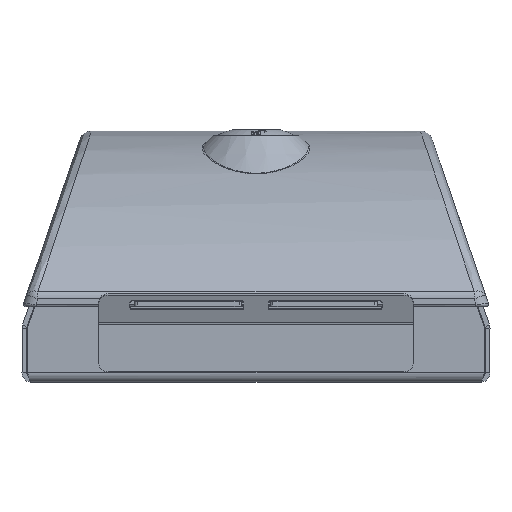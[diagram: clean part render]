
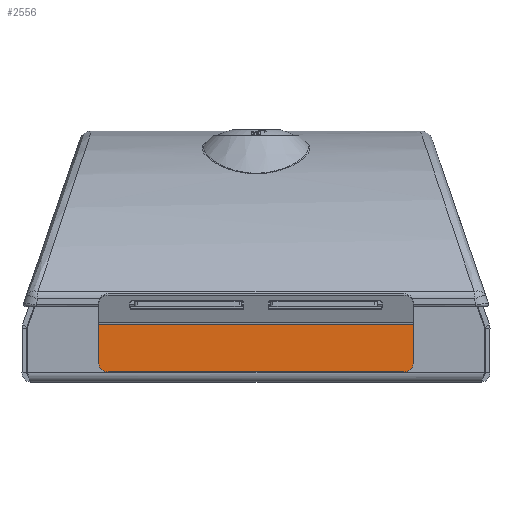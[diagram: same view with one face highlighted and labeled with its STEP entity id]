
A CAD part, front view. The second image highlights one B-rep face of the part: STEP entity #2556.
In plain terms, the highlighted planar face has unit normal (0, -1, 0).
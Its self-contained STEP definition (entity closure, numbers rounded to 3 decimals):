
#335 = DIRECTION ( 'NONE',  ( 0., -1., 0. ) ) ;
#448 = VERTEX_POINT ( 'NONE', #72604 ) ;
#1211 = VERTEX_POINT ( 'NONE', #88765 ) ;
#2092 = CARTESIAN_POINT ( 'NONE',  ( 161.55, -141., 24.036 ) ) ;
#2556 = ADVANCED_FACE ( 'NONE', ( #52186 ), #32007, .F. ) ;
#3101 = EDGE_CURVE ( 'NONE', #21838, #76268, #76671, .T. ) ;
#5735 = VECTOR ( 'NONE', #80727, 1000. ) ;
#6785 = LINE ( 'NONE', #52159, #5735 ) ;
#12325 = ORIENTED_EDGE ( 'NONE', *, *, #70589, .T. ) ;
#16565 = CARTESIAN_POINT ( 'NONE',  ( 31.55, -141., 24.036 ) ) ;
#18995 = ORIENTED_EDGE ( 'NONE', *, *, #3101, .T. ) ;
#19021 = CARTESIAN_POINT ( 'NONE',  ( 31.55, -141., 24.036 ) ) ;
#20550 = DIRECTION ( 'NONE',  ( 1., 0., 0. ) ) ;
#20897 = EDGE_CURVE ( 'NONE', #1211, #44945, #39613, .T. ) ;
#21838 = VERTEX_POINT ( 'NONE', #61833 ) ;
#25229 = VECTOR ( 'NONE', #85497, 1000. ) ;
#28229 = CARTESIAN_POINT ( 'NONE',  ( 31.55, -141., 24.036 ) ) ;
#29564 = EDGE_LOOP ( 'NONE', ( #77869, #18995, #44545, #40111, #80448, #12325 ) ) ;
#29843 = DIRECTION ( 'NONE',  ( 0., 0., 1. ) ) ;
#32007 = PLANE ( 'NONE',  #32303 ) ;
#32303 = AXIS2_PLACEMENT_3D ( 'NONE', #19021, #60916, #54068 ) ;
#34176 = DIRECTION ( 'NONE',  ( 0., 0., 1. ) ) ;
#39613 = LINE ( 'NONE', #49839, #25229 ) ;
#40111 = ORIENTED_EDGE ( 'NONE', *, *, #61368, .F. ) ;
#40267 = AXIS2_PLACEMENT_3D ( 'NONE', #76127, #55306, #34176 ) ;
#41886 = VECTOR ( 'NONE', #29843, 1000. ) ;
#44545 = ORIENTED_EDGE ( 'NONE', *, *, #51891, .T. ) ;
#44945 = VERTEX_POINT ( 'NONE', #16565 ) ;
#46428 = VERTEX_POINT ( 'NONE', #2092 ) ;
#47392 = CARTESIAN_POINT ( 'NONE',  ( 157.55, -141., 8.3 ) ) ;
#49839 = CARTESIAN_POINT ( 'NONE',  ( 31.55, -141., 24.036 ) ) ;
#51891 = EDGE_CURVE ( 'NONE', #76268, #46428, #60800, .T. ) ;
#52159 = CARTESIAN_POINT ( 'NONE',  ( 31.55, -141., 4.3 ) ) ;
#52186 = FACE_OUTER_BOUND ( 'NONE', #29564, .T. ) ;
#54068 = DIRECTION ( 'NONE',  ( 0., 0., 1. ) ) ;
#55306 = DIRECTION ( 'NONE',  ( 0., -1., 0. ) ) ;
#60800 = LINE ( 'NONE', #86570, #41886 ) ;
#60911 = AXIS2_PLACEMENT_3D ( 'NONE', #47392, #335, #85522 ) ;
#60916 = DIRECTION ( 'NONE',  ( 0., 1., 0. ) ) ;
#61368 = EDGE_CURVE ( 'NONE', #44945, #46428, #78723, .T. ) ;
#61833 = CARTESIAN_POINT ( 'NONE',  ( 157.55, -141., 4.3 ) ) ;
#70589 = EDGE_CURVE ( 'NONE', #1211, #448, #73681, .T. ) ;
#72604 = CARTESIAN_POINT ( 'NONE',  ( 35.55, -141., 4.3 ) ) ;
#72804 = EDGE_CURVE ( 'NONE', #448, #21838, #6785, .T. ) ;
#73681 = CIRCLE ( 'NONE', #40267, 4. ) ;
#76127 = CARTESIAN_POINT ( 'NONE',  ( 35.55, -141., 8.3 ) ) ;
#76268 = VERTEX_POINT ( 'NONE', #82102 ) ;
#76671 = CIRCLE ( 'NONE', #60911, 4. ) ;
#77869 = ORIENTED_EDGE ( 'NONE', *, *, #72804, .T. ) ;
#78723 = LINE ( 'NONE', #28229, #83136 ) ;
#80448 = ORIENTED_EDGE ( 'NONE', *, *, #20897, .F. ) ;
#80727 = DIRECTION ( 'NONE',  ( 1., 0., 0. ) ) ;
#82102 = CARTESIAN_POINT ( 'NONE',  ( 161.55, -141., 8.3 ) ) ;
#83136 = VECTOR ( 'NONE', #20550, 1000. ) ;
#85497 = DIRECTION ( 'NONE',  ( 0., 0., 1. ) ) ;
#85522 = DIRECTION ( 'NONE',  ( 0., 0., 1. ) ) ;
#86570 = CARTESIAN_POINT ( 'NONE',  ( 161.55, -141., 24.036 ) ) ;
#88765 = CARTESIAN_POINT ( 'NONE',  ( 31.55, -141., 8.3 ) ) ;
